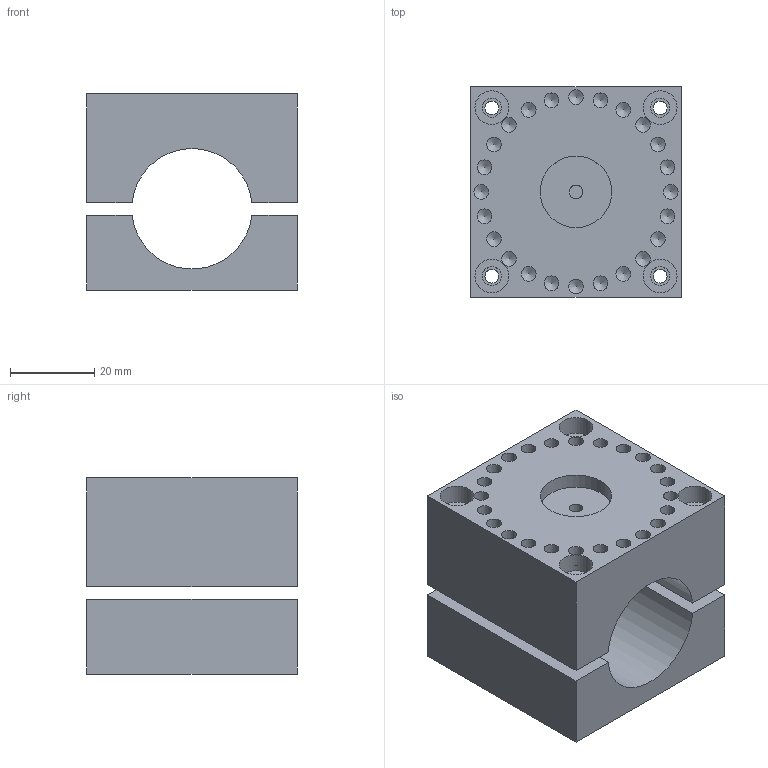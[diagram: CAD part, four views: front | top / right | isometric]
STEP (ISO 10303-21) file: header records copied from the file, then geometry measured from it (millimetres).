
FILE_DESCRIPTION(/* description */ (''),/* implementation_level */ '2;1');
FILE_SCHEMA (('AUTOMOTIVE_DESIGN { 1 0 10303 214 3 1 1 }'));
Length unit declared in the file: millimetre
Products named in the file (1): schloss
Bounding box: 50 x 50 x 46.6 mm (x, y, z)
Volume: 76652.9 mm3; surface area: 22245.1 mm2
Topology: 2 solids, 2 shells, 83 faces, 203 edges, 129 vertices
Faces by surface type: cylinder 40, cone 24, plane 19
Full cylindrical faces by diameter (mm): 3.242 x5, 3.5 x24, 4.5 x4, 8 x4, 17 x1
Entity records: 1960 total; most frequent: DIRECTION 358, CARTESIAN_POINT 329, ORIENTED_EDGE 224, EDGE_LOOP 168, AXIS2_PLACEMENT_3D 163, EDGE_CURVE 112, VERTEX_POINT 100, FACE_BOUND 90
